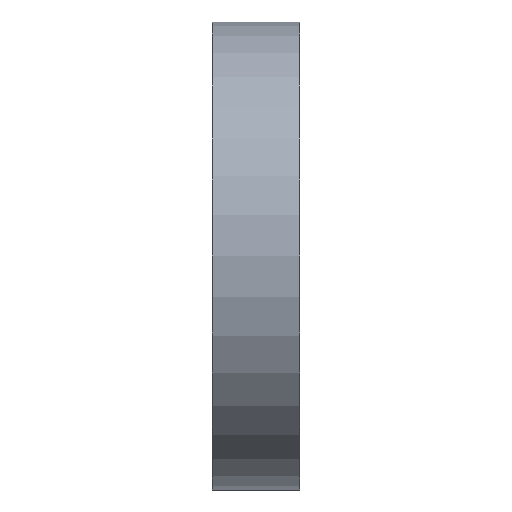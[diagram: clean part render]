
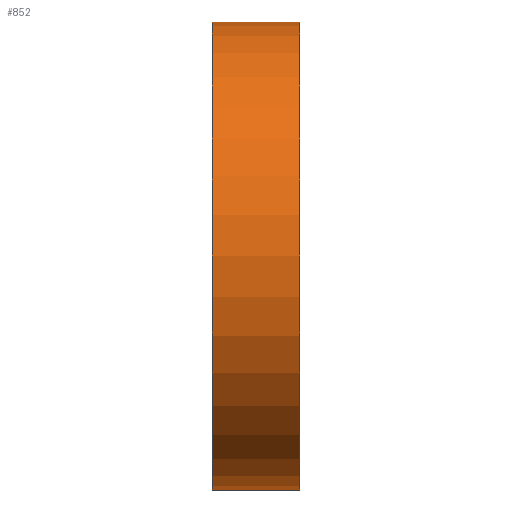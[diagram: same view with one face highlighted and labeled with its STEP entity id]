
A CAD part, left-side view. The second image highlights one B-rep face of the part: STEP entity #852.
In plain terms, the highlighted cylindrical face has radius 8 mm (diameter 16 mm), a partial arc.
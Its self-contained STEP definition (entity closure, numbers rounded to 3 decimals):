
#14 = CARTESIAN_POINT ( 'NONE',  ( 0., 0., -8. ) ) ;
#32 = AXIS2_PLACEMENT_3D ( 'NONE', #641, #999, #712 ) ;
#64 = CARTESIAN_POINT ( 'NONE',  ( 0., 3., -8. ) ) ;
#82 = DIRECTION ( 'NONE',  ( 0., 0., 1. ) ) ;
#109 = CIRCLE ( 'NONE', #32, 8. ) ;
#135 = EDGE_CURVE ( 'NONE', #343, #789, #109, .T. ) ;
#160 = DIRECTION ( 'NONE',  ( 0., 1., 0. ) ) ;
#180 = VERTEX_POINT ( 'NONE', #722 ) ;
#250 = VECTOR ( 'NONE', #618, 1000. ) ;
#266 = EDGE_CURVE ( 'NONE', #432, #180, #969, .T. ) ;
#292 = FACE_OUTER_BOUND ( 'NONE', #1045, .T. ) ;
#343 = VERTEX_POINT ( 'NONE', #64 ) ;
#375 = CARTESIAN_POINT ( 'NONE',  ( 0., 3., -8. ) ) ;
#391 = ORIENTED_EDGE ( 'NONE', *, *, #831, .T. ) ;
#400 = CARTESIAN_POINT ( 'NONE',  ( 0., 3., 8. ) ) ;
#432 = VERTEX_POINT ( 'NONE', #14 ) ;
#464 = LINE ( 'NONE', #400, #250 ) ;
#564 = EDGE_CURVE ( 'NONE', #789, #180, #464, .T. ) ;
#576 = CYLINDRICAL_SURFACE ( 'NONE', #1005, 8. ) ;
#581 = ORIENTED_EDGE ( 'NONE', *, *, #135, .F. ) ;
#589 = DIRECTION ( 'NONE',  ( 0., -1., 0. ) ) ;
#618 = DIRECTION ( 'NONE',  ( 0., -1., 0. ) ) ;
#641 = CARTESIAN_POINT ( 'NONE',  ( 0., 3., 0. ) ) ;
#657 = LINE ( 'NONE', #375, #698 ) ;
#698 = VECTOR ( 'NONE', #589, 1000. ) ;
#712 = DIRECTION ( 'NONE',  ( 0., 0., 1. ) ) ;
#722 = CARTESIAN_POINT ( 'NONE',  ( 0., 0., 8. ) ) ;
#737 = ORIENTED_EDGE ( 'NONE', *, *, #266, .T. ) ;
#789 = VERTEX_POINT ( 'NONE', #1102 ) ;
#831 = EDGE_CURVE ( 'NONE', #343, #432, #657, .T. ) ;
#852 = ADVANCED_FACE ( 'NONE', ( #292 ), #576, .T. ) ;
#969 = CIRCLE ( 'NONE', #1128, 8. ) ;
#999 = DIRECTION ( 'NONE',  ( 0., 1., 0. ) ) ;
#1005 = AXIS2_PLACEMENT_3D ( 'NONE', #1049, #1054, #1057 ) ;
#1045 = EDGE_LOOP ( 'NONE', ( #737, #1105, #581, #391 ) ) ;
#1049 = CARTESIAN_POINT ( 'NONE',  ( 0., 3., 0. ) ) ;
#1054 = DIRECTION ( 'NONE',  ( 0., -1., 0. ) ) ;
#1057 = DIRECTION ( 'NONE',  ( 0., 0., -1. ) ) ;
#1102 = CARTESIAN_POINT ( 'NONE',  ( 0., 3., 8. ) ) ;
#1105 = ORIENTED_EDGE ( 'NONE', *, *, #564, .F. ) ;
#1111 = CARTESIAN_POINT ( 'NONE',  ( 0., 0., 0. ) ) ;
#1128 = AXIS2_PLACEMENT_3D ( 'NONE', #1111, #160, #82 ) ;
